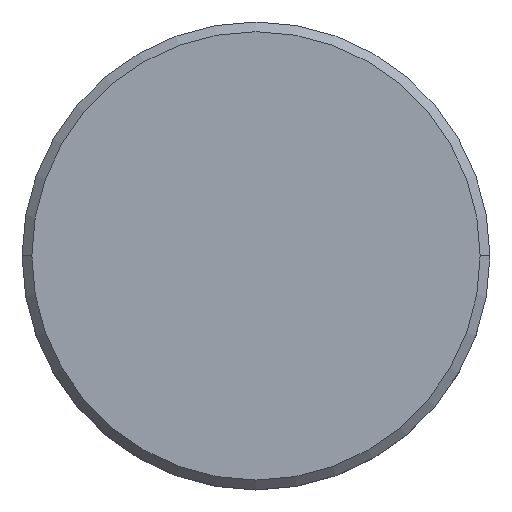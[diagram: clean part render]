
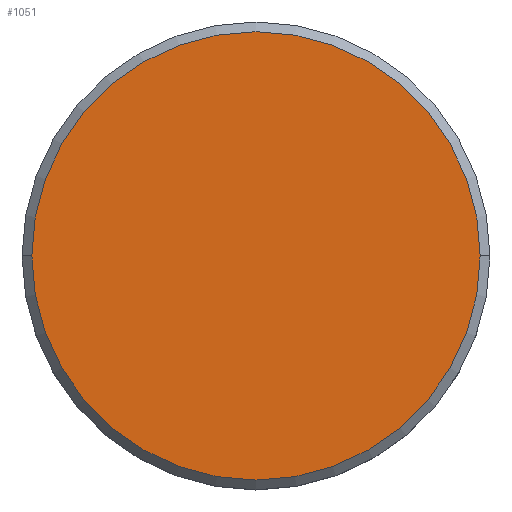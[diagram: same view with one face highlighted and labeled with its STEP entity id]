
A CAD part, top view. The second image highlights one B-rep face of the part: STEP entity #1051.
In plain terms, the highlighted planar face has unit normal (0, 0, 1).
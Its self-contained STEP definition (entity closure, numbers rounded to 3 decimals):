
#137 = CARTESIAN_POINT ( 'NONE',  ( 0., 0., 0. ) ) ;
#161 = DIRECTION ( 'NONE',  ( 1., 0., 0. ) ) ;
#167 = AXIS2_PLACEMENT_3D ( 'NONE', #894, #967, #985 ) ;
#217 = ORIENTED_EDGE ( 'NONE', *, *, #330, .T. ) ;
#227 = EDGE_CURVE ( 'NONE', #770, #640, #333, .T. ) ;
#330 = EDGE_CURVE ( 'NONE', #640, #770, #1019, .T. ) ;
#333 = CIRCLE ( 'NONE', #998, 11.5 ) ;
#501 = DIRECTION ( 'NONE',  ( 0., 0., 1. ) ) ;
#518 = PLANE ( 'NONE',  #167 ) ;
#595 = AXIS2_PLACEMENT_3D ( 'NONE', #1009, #926, #161 ) ;
#600 = ORIENTED_EDGE ( 'NONE', *, *, #227, .T. ) ;
#640 = VERTEX_POINT ( 'NONE', #765 ) ;
#765 = CARTESIAN_POINT ( 'NONE',  ( 11.5, 0., 0. ) ) ;
#770 = VERTEX_POINT ( 'NONE', #1080 ) ;
#789 = DIRECTION ( 'NONE',  ( 1., 0., 0. ) ) ;
#894 = CARTESIAN_POINT ( 'NONE',  ( 0., 0., 0. ) ) ;
#926 = DIRECTION ( 'NONE',  ( 0., 0., 1. ) ) ;
#967 = DIRECTION ( 'NONE',  ( 0., 0., 1. ) ) ;
#984 = EDGE_LOOP ( 'NONE', ( #600, #217 ) ) ;
#985 = DIRECTION ( 'NONE',  ( 1., 0., 0. ) ) ;
#998 = AXIS2_PLACEMENT_3D ( 'NONE', #137, #501, #789 ) ;
#1009 = CARTESIAN_POINT ( 'NONE',  ( 0., 0., 0. ) ) ;
#1019 = CIRCLE ( 'NONE', #595, 11.5 ) ;
#1051 = ADVANCED_FACE ( 'NONE', ( #1085 ), #518, .T. ) ;
#1080 = CARTESIAN_POINT ( 'NONE',  ( -11.5, 0., 0. ) ) ;
#1085 = FACE_OUTER_BOUND ( 'NONE', #984, .T. ) ;
